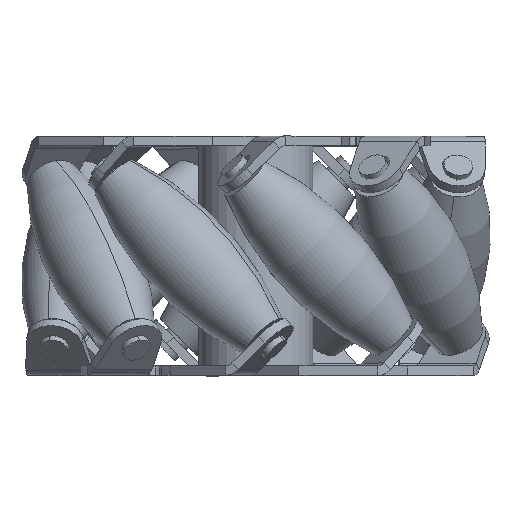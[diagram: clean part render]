
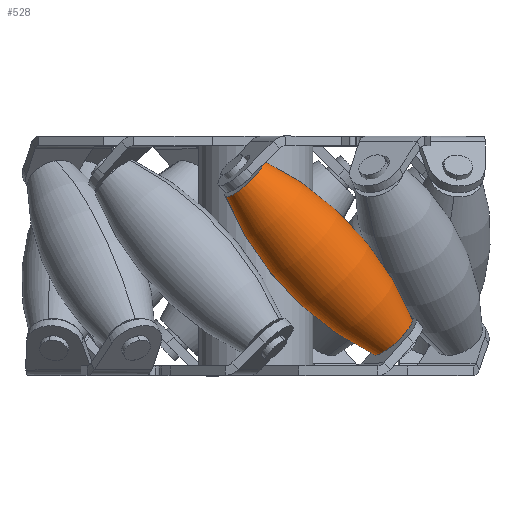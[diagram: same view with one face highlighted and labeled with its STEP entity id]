
A CAD part, top view. The second image highlights one B-rep face of the part: STEP entity #528.
In plain terms, the highlighted toroidal (fillet/blend) face has major radius 57.383 mm and minor radius 67.083 mm.
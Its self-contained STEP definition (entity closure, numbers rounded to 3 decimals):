
#170 = DIRECTION ( 'NONE',  ( -1., 0., 0. ) ) ;
#383 = AXIS2_PLACEMENT_3D ( 'NONE', #11053, #5259, #12012 ) ;
#528 = ADVANCED_FACE ( 'NONE', ( #8462 ), #5890, .T. ) ;
#954 = ORIENTED_EDGE ( 'NONE', *, *, #4273, .F. ) ;
#1661 = EDGE_LOOP ( 'NONE', ( #7465, #3670, #1674, #954 ) ) ;
#1674 = ORIENTED_EDGE ( 'NONE', *, *, #8201, .T. ) ;
#1693 = CARTESIAN_POINT ( 'NONE',  ( 0., 0., -57.383 ) ) ;
#2039 = AXIS2_PLACEMENT_3D ( 'NONE', #2606, #9417, #11353 ) ;
#2606 = CARTESIAN_POINT ( 'NONE',  ( 0., 0., 0. ) ) ;
#2668 = DIRECTION ( 'NONE',  ( 0., 0., -1. ) ) ;
#3115 = AXIS2_PLACEMENT_3D ( 'NONE', #5986, #170, #6948 ) ;
#3664 = DIRECTION ( 'NONE',  ( 0., 1., 0. ) ) ;
#3670 = ORIENTED_EDGE ( 'NONE', *, *, #12110, .T. ) ;
#4019 = CARTESIAN_POINT ( 'NONE',  ( 23.5, 0., -5.449 ) ) ;
#4273 = EDGE_CURVE ( 'NONE', #6741, #6838, #7984, .T. ) ;
#5060 = AXIS2_PLACEMENT_3D ( 'NONE', #1693, #8472, #2668 ) ;
#5220 = CIRCLE ( 'NONE', #9531, 67.083 ) ;
#5259 = DIRECTION ( 'NONE',  ( -1., 0., 0. ) ) ;
#5818 = CIRCLE ( 'NONE', #5060, 67.083 ) ;
#5890 = TOROIDAL_SURFACE ( 'NONE', #2039, -57.383, 67.083 ) ;
#5986 = CARTESIAN_POINT ( 'NONE',  ( 23.5, 0., 0. ) ) ;
#6741 = VERTEX_POINT ( 'NONE', #8726 ) ;
#6838 = VERTEX_POINT ( 'NONE', #9785 ) ;
#6948 = DIRECTION ( 'NONE',  ( 0., 0., 1. ) ) ;
#7465 = ORIENTED_EDGE ( 'NONE', *, *, #11170, .F. ) ;
#7984 = CIRCLE ( 'NONE', #383, 5.449 ) ;
#8201 = EDGE_CURVE ( 'NONE', #9258, #6838, #5818, .T. ) ;
#8462 = FACE_OUTER_BOUND ( 'NONE', #1661, .T. ) ;
#8472 = DIRECTION ( 'NONE',  ( 0., -1., 0. ) ) ;
#8712 = CARTESIAN_POINT ( 'NONE',  ( 23.5, 0., 5.449 ) ) ;
#8726 = CARTESIAN_POINT ( 'NONE',  ( -23.5, 0., -5.449 ) ) ;
#9258 = VERTEX_POINT ( 'NONE', #8712 ) ;
#9417 = DIRECTION ( 'NONE',  ( -1., 0., 0. ) ) ;
#9461 = CARTESIAN_POINT ( 'NONE',  ( 0., 0., 57.383 ) ) ;
#9531 = AXIS2_PLACEMENT_3D ( 'NONE', #9461, #3664, #10434 ) ;
#9785 = CARTESIAN_POINT ( 'NONE',  ( -23.5, 0., 5.449 ) ) ;
#10010 = VERTEX_POINT ( 'NONE', #4019 ) ;
#10434 = DIRECTION ( 'NONE',  ( 0., 0., 1. ) ) ;
#10851 = CIRCLE ( 'NONE', #3115, 5.449 ) ;
#11053 = CARTESIAN_POINT ( 'NONE',  ( -23.5, 0., 0. ) ) ;
#11170 = EDGE_CURVE ( 'NONE', #10010, #6741, #5220, .T. ) ;
#11353 = DIRECTION ( 'NONE',  ( 0., 0., 1. ) ) ;
#12012 = DIRECTION ( 'NONE',  ( 0., 0., 1. ) ) ;
#12110 = EDGE_CURVE ( 'NONE', #10010, #9258, #10851, .T. ) ;
